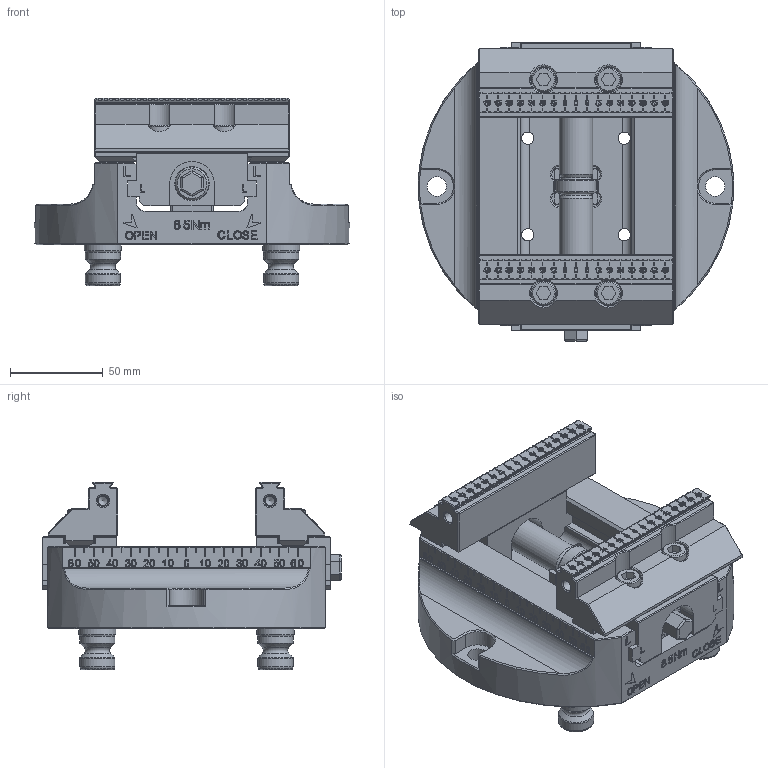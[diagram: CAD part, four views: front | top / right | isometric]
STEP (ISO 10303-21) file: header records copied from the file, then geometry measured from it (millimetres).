
FILE_DESCRIPTION(/* description */ (''),/* implementation_level */ '2;1');
FILE_NAME(/* name */ '',/* time_stamp */ '2025-03-31T18:20:24+08:00',/* author */ (''),/* organization */ (''),/* preprocessor_version */ 'ST-DEVELOPER v11',/* originating_system */ 'SIEMENS PLM Software NX 7.0',/* authorisation */ '');
FILE_SCHEMA (('CONFIG_CONTROL_DESIGN'));
Products named in the file (1): Admi736Emrb7
Bounding box: 169.85 x 161 x 101 mm (x, y, z)
Volume: 883035.3 mm3; surface area: 167042.2 mm2
Topology: 15 solids, 15 shells, 3184 faces, 8290 edges, 5478 vertices
Faces by surface type: plane 2085, cylinder 412, extrusion 388, cone 261, torus 20, bspline 18
Full cylindrical faces by diameter (mm): 5 x8, 6 x5, 6.7 x4, 8 x8, 8.5 x9, 10 x4, 10.5 x2, 12 x4, 13 x4, 14 x5, 16.005 x4, 16.6 x2, 18 x2, 19 x8, 20 x4, 22 x1
Entity records: 109969 total; most frequent: CARTESIAN_POINT 34623, ORIENTED_EDGE 16134, DIRECTION 13587, EDGE_CURVE 8067, VECTOR 5827, LINE 5439, VERTEX_POINT 5432, AXIS2_PLACEMENT_3D 3880
